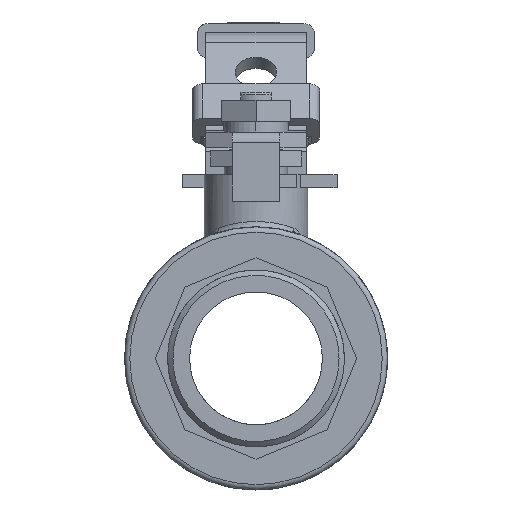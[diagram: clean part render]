
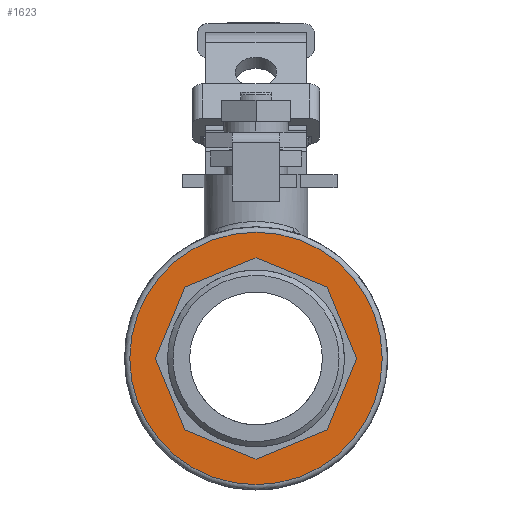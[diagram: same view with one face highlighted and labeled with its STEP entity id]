
A CAD part, left-side view. The second image highlights one B-rep face of the part: STEP entity #1623.
In plain terms, the highlighted planar face has unit normal (-1, 0, 0).
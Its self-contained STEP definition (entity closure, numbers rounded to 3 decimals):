
#1442=CARTESIAN_POINT('',(-24.5,-23.75,-0.));
#1443=VERTEX_POINT('',#1442);
#1470=CARTESIAN_POINT('',(-24.5,23.75,-0.));
#1471=VERTEX_POINT('',#1470);
#1472=CARTESIAN_POINT('',(-24.5,-0.,-0.));
#1473=DIRECTION('',(1.,0.,0.));
#1474=DIRECTION('',(0.,-1.,0.));
#1475=AXIS2_PLACEMENT_3D('',#1472,#1473,#1474);
#1476=CIRCLE('',#1475,23.75);
#1477=EDGE_CURVE('',#1443,#1471,#1476,.T.);
#1479=CARTESIAN_POINT('',(-24.5,-0.,-0.));
#1480=DIRECTION('',(1.,0.,0.));
#1481=DIRECTION('',(0.,-1.,0.));
#1482=AXIS2_PLACEMENT_3D('',#1479,#1480,#1481);
#1483=CIRCLE('',#1482,23.75);
#1484=EDGE_CURVE('',#1471,#1443,#1483,.T.);
#1548=CARTESIAN_POINT('',(-24.5,-0.,-0.));
#1549=DIRECTION('',(-1.,-0.,-0.));
#1550=DIRECTION('',(0.,-1.,0.));
#1551=AXIS2_PLACEMENT_3D('',#1548,#1549,#1550);
#1552=PLANE('',#1551);
#1553=ORIENTED_EDGE('',*,*,#1477,.F.);
#1554=ORIENTED_EDGE('',*,*,#1484,.F.);
#1555=EDGE_LOOP('',(#1553,#1554));
#1556=FACE_BOUND('',#1555,.T.);
#1557=CARTESIAN_POINT('',(-24.5,-18.942,-0.));
#1558=VERTEX_POINT('',#1557);
#1559=CARTESIAN_POINT('',(-24.5,-13.394,-13.394));
#1560=VERTEX_POINT('',#1559);
#1561=CARTESIAN_POINT('',(-24.5,-18.942,-0.));
#1562=DIRECTION('',(0.,0.383,-0.924));
#1563=VECTOR('',#1562,14.497);
#1564=LINE('',#1561,#1563);
#1565=EDGE_CURVE('',#1558,#1560,#1564,.T.);
#1566=ORIENTED_EDGE('',*,*,#1565,.T.);
#1567=CARTESIAN_POINT('',(-24.5,-0.,-18.942));
#1568=VERTEX_POINT('',#1567);
#1569=CARTESIAN_POINT('',(-24.5,-13.394,-13.394));
#1570=DIRECTION('',(-0.,0.924,-0.383));
#1571=VECTOR('',#1570,14.497);
#1572=LINE('',#1569,#1571);
#1573=EDGE_CURVE('',#1560,#1568,#1572,.T.);
#1574=ORIENTED_EDGE('',*,*,#1573,.T.);
#1575=CARTESIAN_POINT('',(-24.5,13.394,-13.394));
#1576=VERTEX_POINT('',#1575);
#1577=CARTESIAN_POINT('',(-24.5,-0.,-18.942));
#1578=DIRECTION('',(-0.,0.924,0.383));
#1579=VECTOR('',#1578,14.497);
#1580=LINE('',#1577,#1579);
#1581=EDGE_CURVE('',#1568,#1576,#1580,.T.);
#1582=ORIENTED_EDGE('',*,*,#1581,.T.);
#1583=CARTESIAN_POINT('',(-24.5,18.942,-0.));
#1584=VERTEX_POINT('',#1583);
#1585=CARTESIAN_POINT('',(-24.5,13.394,-13.394));
#1586=DIRECTION('',(-0.,0.383,0.924));
#1587=VECTOR('',#1586,14.497);
#1588=LINE('',#1585,#1587);
#1589=EDGE_CURVE('',#1576,#1584,#1588,.T.);
#1590=ORIENTED_EDGE('',*,*,#1589,.T.);
#1591=CARTESIAN_POINT('',(-24.5,13.394,13.394));
#1592=VERTEX_POINT('',#1591);
#1593=CARTESIAN_POINT('',(-24.5,18.942,-0.));
#1594=DIRECTION('',(-0.,-0.383,0.924));
#1595=VECTOR('',#1594,14.497);
#1596=LINE('',#1593,#1595);
#1597=EDGE_CURVE('',#1584,#1592,#1596,.T.);
#1598=ORIENTED_EDGE('',*,*,#1597,.T.);
#1599=CARTESIAN_POINT('',(-24.5,-0.,18.942));
#1600=VERTEX_POINT('',#1599);
#1601=CARTESIAN_POINT('',(-24.5,13.394,13.394));
#1602=DIRECTION('',(0.,-0.924,0.383));
#1603=VECTOR('',#1602,14.497);
#1604=LINE('',#1601,#1603);
#1605=EDGE_CURVE('',#1592,#1600,#1604,.T.);
#1606=ORIENTED_EDGE('',*,*,#1605,.T.);
#1607=CARTESIAN_POINT('',(-24.5,-13.394,13.394));
#1608=VERTEX_POINT('',#1607);
#1609=CARTESIAN_POINT('',(-24.5,-0.,18.942));
#1610=DIRECTION('',(0.,-0.924,-0.383));
#1611=VECTOR('',#1610,14.497);
#1612=LINE('',#1609,#1611);
#1613=EDGE_CURVE('',#1600,#1608,#1612,.T.);
#1614=ORIENTED_EDGE('',*,*,#1613,.T.);
#1615=CARTESIAN_POINT('',(-24.5,-13.394,13.394));
#1616=DIRECTION('',(0.,-0.383,-0.924));
#1617=VECTOR('',#1616,14.497);
#1618=LINE('',#1615,#1617);
#1619=EDGE_CURVE('',#1608,#1558,#1618,.T.);
#1620=ORIENTED_EDGE('',*,*,#1619,.T.);
#1621=EDGE_LOOP('',(#1566,#1574,#1582,#1590,#1598,#1606,#1614,#1620));
#1622=FACE_BOUND('',#1621,.T.);
#1623=ADVANCED_FACE('',(#1556,#1622),#1552,.T.);
